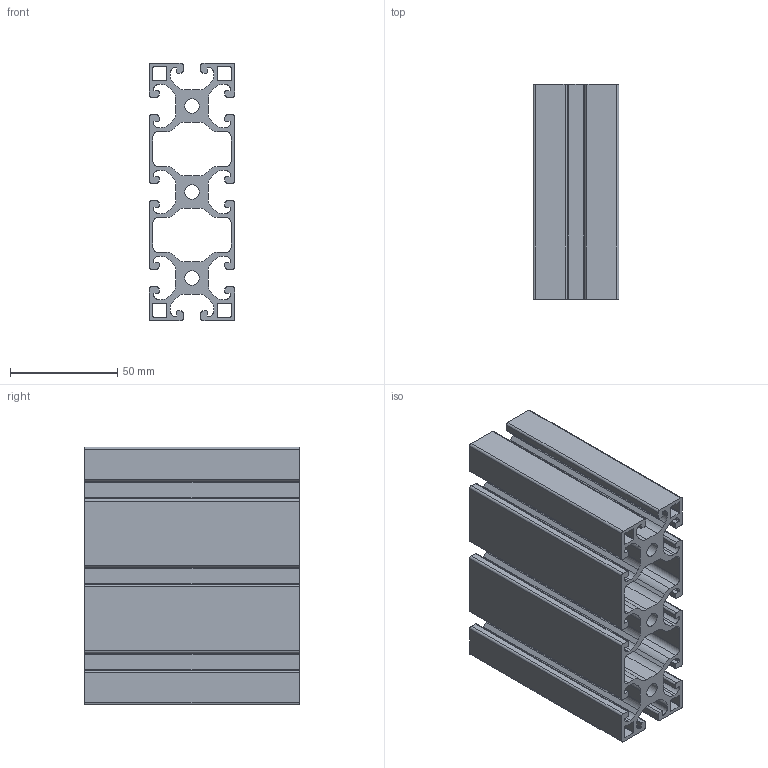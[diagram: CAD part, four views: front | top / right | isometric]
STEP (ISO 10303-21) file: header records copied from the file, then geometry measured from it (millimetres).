
FILE_DESCRIPTION( ( 'Unknown' ), '1' );
FILE_NAME( 'I8-X40120L.stp', 'Unknown', ( 'Unknown' ), ( 'Unknown' ), 'XStep 1.0', 'Unknown', ' ' );
FILE_SCHEMA( ( 'automotive_design' ) );
Length unit declared in the file: millimetre
Products named in the file (1): 1
Bounding box: 40 x 100 x 120 mm (x, y, z)
Volume: 161870.1 mm3; surface area: 111677.3 mm2
Topology: 1 solids, 1 shells, 317 faces, 945 edges, 630 vertices
Faces by surface type: cylinder 159, plane 158
Full cylindrical faces by diameter (mm): 6.8 x3
Entity records: 13310 total; most frequent: DIRECTION 1896, CARTESIAN_POINT 1890, ORIENTED_EDGE 1884, EDGE_CURVE 942, AXIS2_PLACEMENT_3D 636, VERTEX_POINT 630, LINE 624, VECTOR 624
